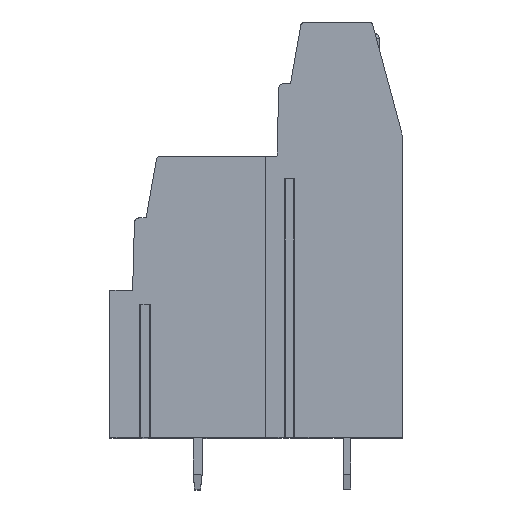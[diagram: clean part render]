
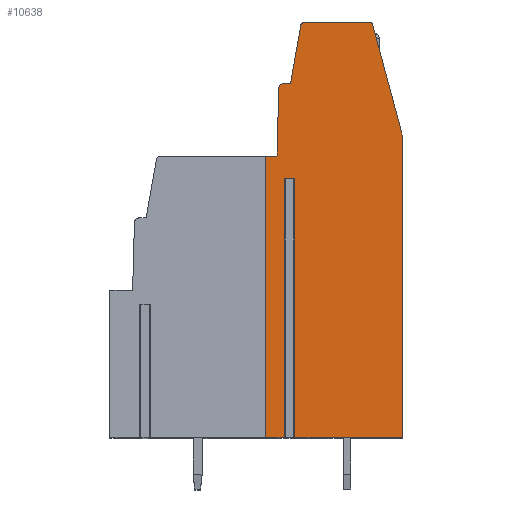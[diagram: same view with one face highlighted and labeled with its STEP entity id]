
A CAD part, top view. The second image highlights one B-rep face of the part: STEP entity #10638.
In plain terms, the highlighted planar face has unit normal (0, 0, 1).
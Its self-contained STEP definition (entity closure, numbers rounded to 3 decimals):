
#13=DIRECTION('',(-1.,0.,0.));
#14=VECTOR('',#13,0.743);
#15=CARTESIAN_POINT('',(1.908,2.65,38.1));
#16=LINE('',#15,#14);
#17=DIRECTION('',(0.,-1.,0.));
#18=VECTOR('',#17,17.55);
#19=CARTESIAN_POINT('',(1.165,2.65,38.1));
#20=LINE('',#19,#18);
#21=DIRECTION('',(1.,0.,0.));
#22=VECTOR('',#21,1.228);
#23=CARTESIAN_POINT('',(-0.063,-14.9,38.1));
#24=LINE('',#23,#22);
#25=DIRECTION('',(-1.,0.,0.));
#26=VECTOR('',#25,0.75);
#27=CARTESIAN_POINT('',(0.687,4.2,38.1));
#28=LINE('',#27,#26);
#29=DIRECTION('',(-0.026,-1.,0.));
#30=VECTOR('',#29,4.609);
#31=CARTESIAN_POINT('',(0.808,8.808,38.1));
#32=LINE('',#31,#30);
#33=CARTESIAN_POINT('',(1.108,8.8,38.1));
#34=DIRECTION('',(0.,0.,1.));
#35=DIRECTION('',(0.,1.,0.));
#36=AXIS2_PLACEMENT_3D('',#33,#34,#35);
#38=DIRECTION('',(-1.,0.,0.));
#39=VECTOR('',#38,0.497);
#40=CARTESIAN_POINT('',(1.605,9.1,38.1));
#41=LINE('',#40,#39);
#42=DIRECTION('',(-0.174,-0.985,0.));
#43=VECTOR('',#42,4.013);
#44=CARTESIAN_POINT('',(2.301,13.052,38.1));
#45=LINE('',#44,#43);
#46=CARTESIAN_POINT('',(2.597,13.,38.1));
#47=DIRECTION('',(0.,0.,1.));
#48=DIRECTION('',(0.,1.,0.));
#49=AXIS2_PLACEMENT_3D('',#46,#47,#48);
#51=DIRECTION('',(-1.,0.,0.));
#52=VECTOR('',#51,4.31);
#53=CARTESIAN_POINT('',(6.907,13.3,38.1));
#54=LINE('',#53,#52);
#55=CARTESIAN_POINT('',(6.907,13.,38.1));
#56=DIRECTION('',(0.,0.,1.));
#57=DIRECTION('',(0.966,0.259,0.));
#58=AXIS2_PLACEMENT_3D('',#55,#56,#57);
#60=CARTESIAN_POINT('',(8.187,5.518,38.1));
#61=DIRECTION('',(0.,0.,1.));
#62=DIRECTION('',(1.,0.,0.));
#63=AXIS2_PLACEMENT_3D('',#60,#61,#62);
#65=DIRECTION('',(0.,1.,0.));
#66=VECTOR('',#65,20.418);
#67=CARTESIAN_POINT('',(9.187,-14.9,38.1));
#68=LINE('',#67,#66);
#69=DIRECTION('',(1.,0.,0.));
#70=VECTOR('',#69,7.279);
#71=CARTESIAN_POINT('',(1.908,-14.9,38.1));
#72=LINE('',#71,#70);
#73=DIRECTION('',(0.,-1.,0.));
#74=VECTOR('',#73,17.55);
#75=CARTESIAN_POINT('',(1.908,2.65,38.1));
#76=LINE('',#75,#74);
#1839=DIRECTION('',(-0.259,0.966,0.));
#1840=VECTOR('',#1839,7.558);
#1841=CARTESIAN_POINT('',(9.153,5.777,38.1));
#1842=LINE('',#1841,#1840);
#4360=DIRECTION('',(0.,-1.,0.));
#4361=VECTOR('',#4360,19.1);
#4362=CARTESIAN_POINT('',(-0.063,4.2,38.1));
#4363=LINE('',#4362,#4361);
#8341=CARTESIAN_POINT('',(9.187,-14.9,38.1));
#8342=CARTESIAN_POINT('',(9.187,5.518,38.1));
#8343=VERTEX_POINT('',#8341);
#8344=VERTEX_POINT('',#8342);
#8345=CARTESIAN_POINT('',(9.153,5.777,38.1));
#8346=VERTEX_POINT('',#8345);
#8347=CARTESIAN_POINT('',(7.197,13.078,38.1));
#8348=CARTESIAN_POINT('',(6.907,13.3,38.1));
#8349=VERTEX_POINT('',#8347);
#8350=VERTEX_POINT('',#8348);
#8351=CARTESIAN_POINT('',(2.597,13.3,38.1));
#8352=VERTEX_POINT('',#8351);
#8353=CARTESIAN_POINT('',(2.301,13.052,38.1));
#8354=VERTEX_POINT('',#8353);
#8355=CARTESIAN_POINT('',(1.605,9.1,38.1));
#8356=VERTEX_POINT('',#8355);
#8357=CARTESIAN_POINT('',(1.108,9.1,38.1));
#8358=VERTEX_POINT('',#8357);
#8359=CARTESIAN_POINT('',(0.808,8.808,38.1));
#8360=VERTEX_POINT('',#8359);
#8361=CARTESIAN_POINT('',(0.687,4.2,38.1));
#8362=VERTEX_POINT('',#8361);
#8405=CARTESIAN_POINT('',(-0.063,-14.9,38.1));
#8407=VERTEX_POINT('',#8405);
#8413=CARTESIAN_POINT('',(-0.063,4.2,38.1));
#8414=VERTEX_POINT('',#8413);
#8489=CARTESIAN_POINT('',(1.908,2.65,38.1));
#8490=CARTESIAN_POINT('',(1.165,2.65,38.1));
#8491=VERTEX_POINT('',#8489);
#8492=VERTEX_POINT('',#8490);
#8493=CARTESIAN_POINT('',(1.908,-14.9,38.1));
#8494=VERTEX_POINT('',#8493);
#8495=CARTESIAN_POINT('',(1.165,-14.9,38.1));
#8496=VERTEX_POINT('',#8495);
#10597=CARTESIAN_POINT('',(0.,0.,38.1));
#10598=DIRECTION('',(0.,0.,1.));
#10599=DIRECTION('',(1.,0.,0.));
#10600=AXIS2_PLACEMENT_3D('',#10597,#10598,#10599);
#10601=PLANE('',#10600);
#10603=ORIENTED_EDGE('',*,*,#10602,.T.);
#10605=ORIENTED_EDGE('',*,*,#10604,.T.);
#10607=ORIENTED_EDGE('',*,*,#10606,.F.);
#10609=ORIENTED_EDGE('',*,*,#10608,.F.);
#10611=ORIENTED_EDGE('',*,*,#10610,.F.);
#10613=ORIENTED_EDGE('',*,*,#10612,.F.);
#10615=ORIENTED_EDGE('',*,*,#10614,.F.);
#10617=ORIENTED_EDGE('',*,*,#10616,.F.);
#10619=ORIENTED_EDGE('',*,*,#10618,.F.);
#10621=ORIENTED_EDGE('',*,*,#10620,.F.);
#10623=ORIENTED_EDGE('',*,*,#10622,.F.);
#10625=ORIENTED_EDGE('',*,*,#10624,.F.);
#10627=ORIENTED_EDGE('',*,*,#10626,.F.);
#10629=ORIENTED_EDGE('',*,*,#10628,.F.);
#10631=ORIENTED_EDGE('',*,*,#10630,.F.);
#10633=ORIENTED_EDGE('',*,*,#10632,.F.);
#10635=ORIENTED_EDGE('',*,*,#10634,.F.);
#10636=EDGE_LOOP('',(#10603,#10605,#10607,#10609,#10611,#10613,#10615,#10617,
#10619,#10621,#10623,#10625,#10627,#10629,#10631,#10633,#10635));
#10637=FACE_OUTER_BOUND('',#10636,.F.);
#37=CIRCLE('',#36,0.3);
#50=CIRCLE('',#49,0.3);
#59=CIRCLE('',#58,0.3);
#64=CIRCLE('',#63,1.);
#10602=EDGE_CURVE('',#8491,#8492,#16,.T.);
#10604=EDGE_CURVE('',#8492,#8496,#20,.T.);
#10606=EDGE_CURVE('',#8407,#8496,#24,.T.);
#10608=EDGE_CURVE('',#8414,#8407,#4363,.T.);
#10610=EDGE_CURVE('',#8362,#8414,#28,.T.);
#10612=EDGE_CURVE('',#8360,#8362,#32,.T.);
#10614=EDGE_CURVE('',#8358,#8360,#37,.T.);
#10616=EDGE_CURVE('',#8356,#8358,#41,.T.);
#10618=EDGE_CURVE('',#8354,#8356,#45,.T.);
#10620=EDGE_CURVE('',#8352,#8354,#50,.T.);
#10622=EDGE_CURVE('',#8350,#8352,#54,.T.);
#10624=EDGE_CURVE('',#8349,#8350,#59,.T.);
#10626=EDGE_CURVE('',#8346,#8349,#1842,.T.);
#10628=EDGE_CURVE('',#8344,#8346,#64,.T.);
#10630=EDGE_CURVE('',#8343,#8344,#68,.T.);
#10632=EDGE_CURVE('',#8494,#8343,#72,.T.);
#10634=EDGE_CURVE('',#8491,#8494,#76,.T.);
#10638=ADVANCED_FACE('',(#10637),#10601,.T.);
